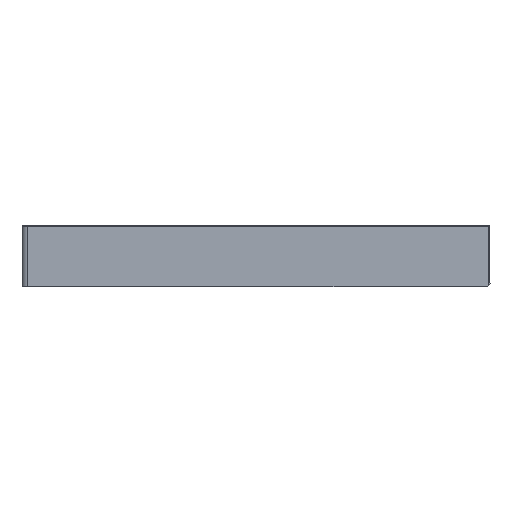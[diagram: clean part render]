
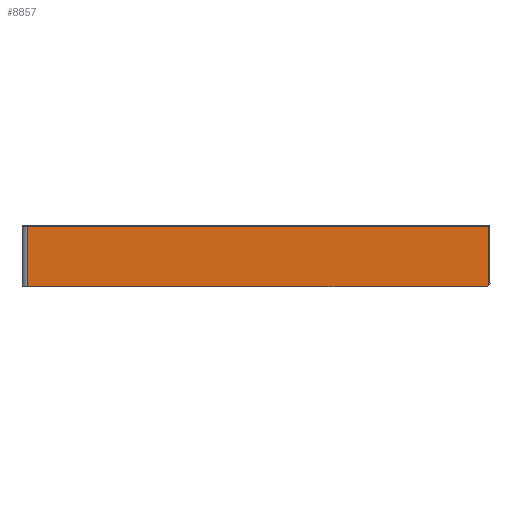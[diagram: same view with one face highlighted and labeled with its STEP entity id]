
A CAD part, top view. The second image highlights one B-rep face of the part: STEP entity #8857.
In plain terms, the highlighted planar face has unit normal (0, 0, 1).
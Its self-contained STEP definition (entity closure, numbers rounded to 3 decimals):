
#1082=FACE_OUTER_BOUND('',#1623,.T.);
#1623=EDGE_LOOP('',(#7546,#7547,#7548,#7549,#7550));
#2216=LINE('',#13930,#3102);
#2284=LINE('',#14123,#3170);
#2497=LINE('',#15027,#3383);
#2500=LINE('',#15033,#3386);
#2501=LINE('',#15034,#3387);
#3102=VECTOR('',#11214,10.);
#3170=VECTOR('',#11370,10.);
#3383=VECTOR('',#11997,10.);
#3386=VECTOR('',#12004,10.);
#3387=VECTOR('',#12005,10.);
#3880=VERTEX_POINT('',#13623);
#3952=VERTEX_POINT('',#13928);
#3999=VERTEX_POINT('',#14121);
#4196=VERTEX_POINT('',#15026);
#4197=VERTEX_POINT('',#15032);
#4961=EDGE_CURVE('',#3880,#3952,#2216,.T.);
#5043=EDGE_CURVE('',#3999,#3952,#2284,.T.);
#5372=EDGE_CURVE('',#4196,#3880,#2497,.T.);
#5375=EDGE_CURVE('',#4197,#3999,#2500,.T.);
#5376=EDGE_CURVE('',#4197,#4196,#2501,.T.);
#7546=ORIENTED_EDGE('',*,*,#5043,.F.);
#7547=ORIENTED_EDGE('',*,*,#5375,.F.);
#7548=ORIENTED_EDGE('',*,*,#5376,.T.);
#7549=ORIENTED_EDGE('',*,*,#5372,.T.);
#7550=ORIENTED_EDGE('',*,*,#4961,.T.);
#8396=PLANE('',#9688);
#8857=ADVANCED_FACE('',(#1082),#8396,.F.);
#9688=AXIS2_PLACEMENT_3D('',#15031,#12002,#12003);
#11214=DIRECTION('',(0.,-1.,0.));
#11370=DIRECTION('',(-1.,0.,0.));
#11997=DIRECTION('',(-1.,0.,0.));
#12002=DIRECTION('center_axis',(0.,0.,
-1.));
#12003=DIRECTION('ref_axis',(-1.,0.,0.));
#12004=DIRECTION('',(-0.707,-0.707,0.));
#12005=DIRECTION('',(0.,1.,0.));
#13623=CARTESIAN_POINT('',(-83.5,12.,-521.));
#13928=CARTESIAN_POINT('',(-83.5,-10.,-521.));
#13930=CARTESIAN_POINT('',(-83.5,-10.,-521.));
#14121=CARTESIAN_POINT('',(84.,-10.,-521.));
#14123=CARTESIAN_POINT('',(-14.4,-10.,-521.));
#15026=CARTESIAN_POINT('',(84.6,12.,-521.));
#15027=CARTESIAN_POINT('',(-10.775,12.,-521.));
#15031=CARTESIAN_POINT('Origin',(-8.8,-10.,-521.));
#15032=CARTESIAN_POINT('',(84.6,-9.4,-521.));
#15033=CARTESIAN_POINT('',(61.3,-32.7,-521.));
#15034=CARTESIAN_POINT('',(84.6,0.,-521.));
